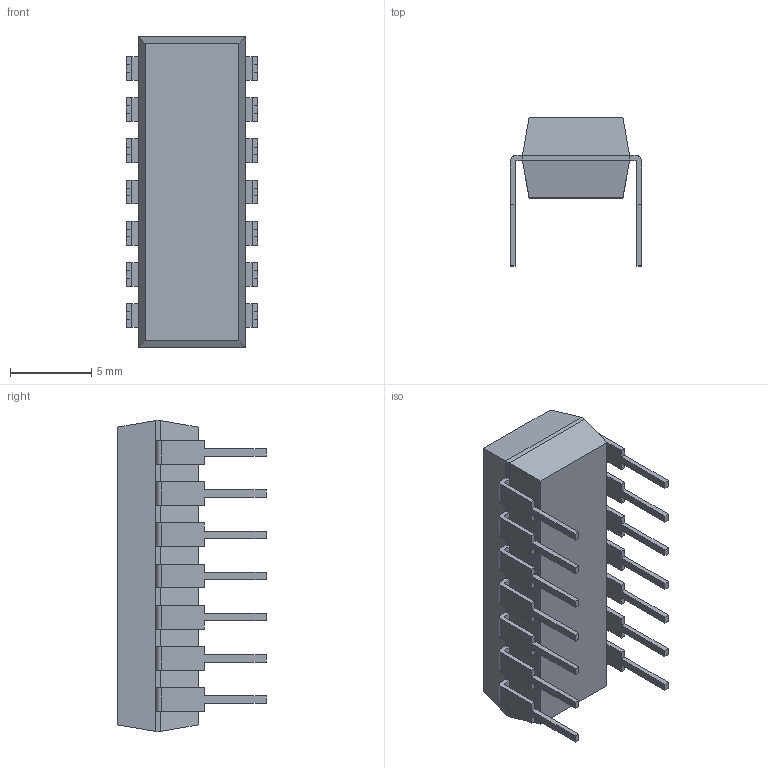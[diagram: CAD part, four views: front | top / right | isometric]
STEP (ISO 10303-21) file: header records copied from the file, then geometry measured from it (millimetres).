
FILE_DESCRIPTION (( 'STEP AP214' ), '1' );
FILE_NAME ('ATTINY24A-PU.STEP', '2024-02-15T05:06:31', ( 'LENOVO' ), ( '' ), 'SwSTEP 2.0', 'SolidWorks 2021', '' );
FILE_SCHEMA (( 'AUTOMOTIVE_DESIGN' ));
Length unit declared in the file: millimetre
Products named in the file (1): ATTINY24A-PU
Bounding box: 8.1 x 9.14 x 19.18 mm (x, y, z)
Volume: 604.5 mm3; surface area: 723.2 mm2
Topology: 16 solids, 16 shells, 220 faces, 553 edges, 366 vertices
Faces by surface type: plane 186, cylinder 34
Entity records: 6670 total; most frequent: CARTESIAN_POINT 1146, ORIENTED_EDGE 1106, DIRECTION 1061, EDGE_CURVE 553, VECTOR 483, LINE 483, VERTEX_POINT 366, AXIS2_PLACEMENT_3D 289
